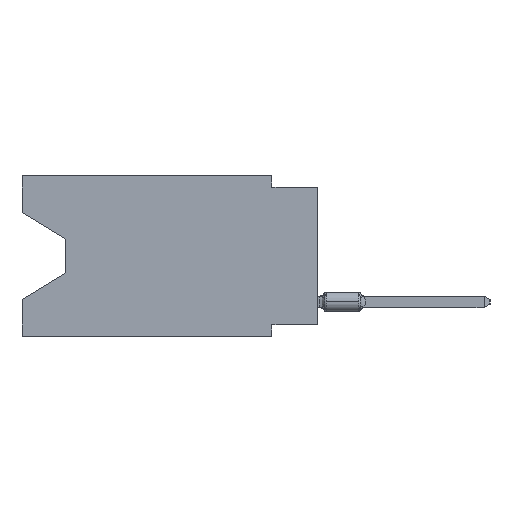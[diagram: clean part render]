
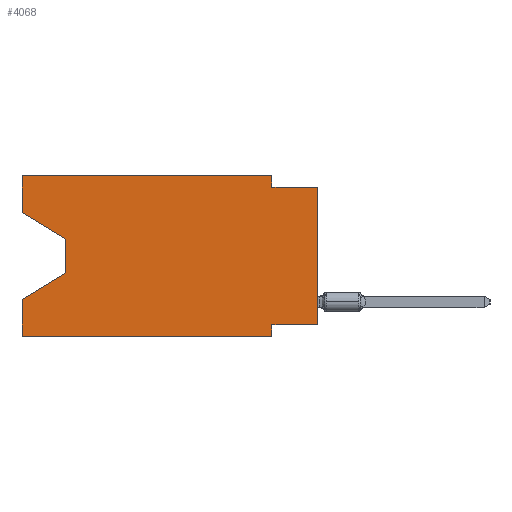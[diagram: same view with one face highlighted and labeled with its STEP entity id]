
A CAD part, left-side view. The second image highlights one B-rep face of the part: STEP entity #4068.
In plain terms, the highlighted planar face has unit normal (-1, 0, 0).
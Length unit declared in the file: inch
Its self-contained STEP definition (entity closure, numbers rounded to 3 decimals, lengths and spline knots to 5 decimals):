
#786 = DIRECTION ( 'NONE',  ( 0., -0.855, -0.519 ) ) ;
#2192 = ORIENTED_EDGE ( 'NONE', *, *, #19180, .T. ) ;
#2260 = DIRECTION ( 'NONE',  ( 0., 1., 0. ) ) ;
#2408 = DIRECTION ( 'NONE',  ( 0., 0., -1. ) ) ;
#2638 = VERTEX_POINT ( 'NONE', #17873 ) ;
#3102 = DIRECTION ( 'NONE',  ( 0., 0., 1. ) ) ;
#3495 = VECTOR ( 'NONE', #2260, 39.37008 ) ;
#3851 = CARTESIAN_POINT ( 'NONE',  ( 0., 0.645, -0.08025 ) ) ;
#4068 = ADVANCED_FACE ( 'NONE', ( #30309 ), #20123, .F. ) ;
#4253 = ORIENTED_EDGE ( 'NONE', *, *, #6904, .T. ) ;
#4553 = CARTESIAN_POINT ( 'NONE',  ( 0., 0.645, 0. ) ) ;
#4743 = CARTESIAN_POINT ( 'NONE',  ( 0., 0.1, 0. ) ) ;
#5044 = ORIENTED_EDGE ( 'NONE', *, *, #12119, .F. ) ;
#5053 = DIRECTION ( 'NONE',  ( 0., -1., 0. ) ) ;
#5089 = VERTEX_POINT ( 'NONE', #9419 ) ;
#5126 = VECTOR ( 'NONE', #27108, 39.37008 ) ;
#5127 = CARTESIAN_POINT ( 'NONE',  ( 0., 0.55, -0.138 ) ) ;
#5597 = LINE ( 'NONE', #15958, #6909 ) ;
#5806 = VERTEX_POINT ( 'NONE', #4553 ) ;
#6455 = CARTESIAN_POINT ( 'NONE',  ( 0., 0., -0.025 ) ) ;
#6904 = EDGE_CURVE ( 'NONE', #22789, #9034, #20159, .T. ) ;
#6909 = VECTOR ( 'NONE', #13403, 39.37008 ) ;
#7226 = ORIENTED_EDGE ( 'NONE', *, *, #12514, .F. ) ;
#7243 = DIRECTION ( 'NONE',  ( 0., 0.855, -0.519 ) ) ;
#7320 = ORIENTED_EDGE ( 'NONE', *, *, #21341, .T. ) ;
#7825 = CARTESIAN_POINT ( 'NONE',  ( 0., 0.1, -0.025 ) ) ;
#7877 = VERTEX_POINT ( 'NONE', #7825 ) ;
#8332 = VERTEX_POINT ( 'NONE', #17236 ) ;
#8405 = EDGE_CURVE ( 'NONE', #16802, #9034, #22175, .T. ) ;
#8540 = DIRECTION ( 'NONE',  ( 0., 0., 1. ) ) ;
#8583 = CARTESIAN_POINT ( 'NONE',  ( 0., 0.55, -0.212 ) ) ;
#8784 = VECTOR ( 'NONE', #786, 39.37008 ) ;
#9034 = VERTEX_POINT ( 'NONE', #24857 ) ;
#9270 = ORIENTED_EDGE ( 'NONE', *, *, #32116, .T. ) ;
#9419 = CARTESIAN_POINT ( 'NONE',  ( 0., 0.645, -0.08025 ) ) ;
#9686 = VECTOR ( 'NONE', #2408, 39.37008 ) ;
#9847 = VERTEX_POINT ( 'NONE', #33229 ) ;
#10044 = LINE ( 'NONE', #20418, #9686 ) ;
#10156 = CARTESIAN_POINT ( 'NONE',  ( 0., 0.645, -0.35 ) ) ;
#11217 = LINE ( 'NONE', #21418, #27580 ) ;
#11397 = VECTOR ( 'NONE', #7243, 39.37008 ) ;
#12119 = EDGE_CURVE ( 'NONE', #20067, #7877, #11217, .T. ) ;
#12435 = CARTESIAN_POINT ( 'NONE',  ( 0., 0., -0.325 ) ) ;
#12514 = EDGE_CURVE ( 'NONE', #7877, #23065, #19558, .T. ) ;
#12790 = DIRECTION ( 'NONE',  ( 0., 0., -1. ) ) ;
#13216 = EDGE_CURVE ( 'NONE', #8332, #2638, #10044, .T. ) ;
#13394 = EDGE_LOOP ( 'NONE', ( #2192, #9270, #4253, #29880, #19231, #16746, #16812, #7320, #7226, #5044, #27257, #25671 ) ) ;
#13403 = DIRECTION ( 'NONE',  ( 0., 0., -1. ) ) ;
#13634 = VECTOR ( 'NONE', #3102, 39.37008 ) ;
#13698 = LINE ( 'NONE', #3851, #8784 ) ;
#14403 = VERTEX_POINT ( 'NONE', #5127 ) ;
#14410 = CARTESIAN_POINT ( 'NONE',  ( 0., 0.645, 0. ) ) ;
#15958 = CARTESIAN_POINT ( 'NONE',  ( 0., 0.55, -0.138 ) ) ;
#16746 = ORIENTED_EDGE ( 'NONE', *, *, #13216, .F. ) ;
#16802 = VERTEX_POINT ( 'NONE', #33346 ) ;
#16812 = ORIENTED_EDGE ( 'NONE', *, *, #28814, .F. ) ;
#16906 = VECTOR ( 'NONE', #32585, 39.37008 ) ;
#17006 = CARTESIAN_POINT ( 'NONE',  ( 0., 0., -0.025 ) ) ;
#17072 = VECTOR ( 'NONE', #8540, 39.37008 ) ;
#17236 = CARTESIAN_POINT ( 'NONE',  ( 0., 0.1, -0.325 ) ) ;
#17566 = CARTESIAN_POINT ( 'NONE',  ( 0., 0.645, 0. ) ) ;
#17711 = AXIS2_PLACEMENT_3D ( 'NONE', #17566, #27937, #12790 ) ;
#17873 = CARTESIAN_POINT ( 'NONE',  ( 0., 0.1, -0.35 ) ) ;
#18193 = EDGE_CURVE ( 'NONE', #5089, #5806, #20767, .T. ) ;
#18238 = LINE ( 'NONE', #26721, #17072 ) ;
#18872 = DIRECTION ( 'NONE',  ( 0., 0., -1. ) ) ;
#18901 = EDGE_CURVE ( 'NONE', #5806, #20067, #30206, .T. ) ;
#19180 = EDGE_CURVE ( 'NONE', #5089, #14403, #13698, .T. ) ;
#19231 = ORIENTED_EDGE ( 'NONE', *, *, #32491, .T. ) ;
#19558 = LINE ( 'NONE', #17006, #33037 ) ;
#20067 = VERTEX_POINT ( 'NONE', #4743 ) ;
#20123 = PLANE ( 'NONE',  #17711 ) ;
#20159 = LINE ( 'NONE', #30513, #11397 ) ;
#20418 = CARTESIAN_POINT ( 'NONE',  ( 0., 0.1, -0.35 ) ) ;
#20767 = LINE ( 'NONE', #26378, #13634 ) ;
#21341 = EDGE_CURVE ( 'NONE', #9847, #23065, #18238, .T. ) ;
#21418 = CARTESIAN_POINT ( 'NONE',  ( 0., 0.1, 0. ) ) ;
#22175 = LINE ( 'NONE', #32521, #5126 ) ;
#22789 = VERTEX_POINT ( 'NONE', #8583 ) ;
#23065 = VERTEX_POINT ( 'NONE', #6455 ) ;
#24679 = VECTOR ( 'NONE', #5053, 39.37008 ) ;
#24857 = CARTESIAN_POINT ( 'NONE',  ( 0., 0.645, -0.26975 ) ) ;
#25671 = ORIENTED_EDGE ( 'NONE', *, *, #18193, .F. ) ;
#26378 = CARTESIAN_POINT ( 'NONE',  ( 0., 0.645, 0. ) ) ;
#26464 = LINE ( 'NONE', #10156, #24679 ) ;
#26721 = CARTESIAN_POINT ( 'NONE',  ( 0., 0., 0. ) ) ;
#27108 = DIRECTION ( 'NONE',  ( 0., 0., 1. ) ) ;
#27257 = ORIENTED_EDGE ( 'NONE', *, *, #18901, .F. ) ;
#27384 = DIRECTION ( 'NONE',  ( 0., -1., 0. ) ) ;
#27580 = VECTOR ( 'NONE', #18872, 39.37008 ) ;
#27937 = DIRECTION ( 'NONE',  ( 1., 0., 0. ) ) ;
#28814 = EDGE_CURVE ( 'NONE', #9847, #8332, #33347, .T. ) ;
#29880 = ORIENTED_EDGE ( 'NONE', *, *, #8405, .F. ) ;
#30206 = LINE ( 'NONE', #14410, #16906 ) ;
#30309 = FACE_OUTER_BOUND ( 'NONE', #13394, .T. ) ;
#30513 = CARTESIAN_POINT ( 'NONE',  ( 0., 0.55, -0.212 ) ) ;
#32116 = EDGE_CURVE ( 'NONE', #14403, #22789, #5597, .T. ) ;
#32491 = EDGE_CURVE ( 'NONE', #16802, #2638, #26464, .T. ) ;
#32521 = CARTESIAN_POINT ( 'NONE',  ( 0., 0.645, 0. ) ) ;
#32585 = DIRECTION ( 'NONE',  ( 0., -1., 0. ) ) ;
#33037 = VECTOR ( 'NONE', #27384, 39.37008 ) ;
#33229 = CARTESIAN_POINT ( 'NONE',  ( 0., 0., -0.325 ) ) ;
#33346 = CARTESIAN_POINT ( 'NONE',  ( 0., 0.645, -0.35 ) ) ;
#33347 = LINE ( 'NONE', #12435, #3495 ) ;
